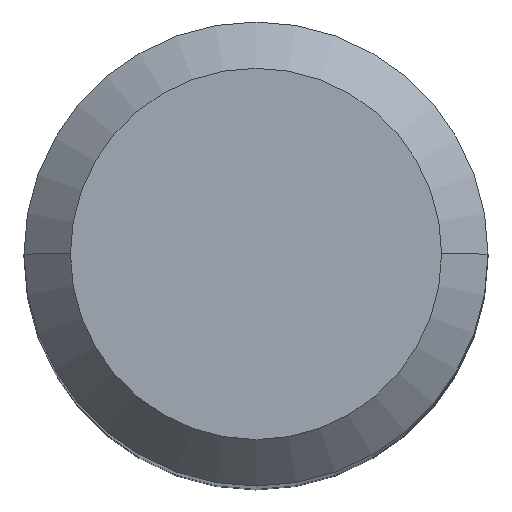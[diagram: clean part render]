
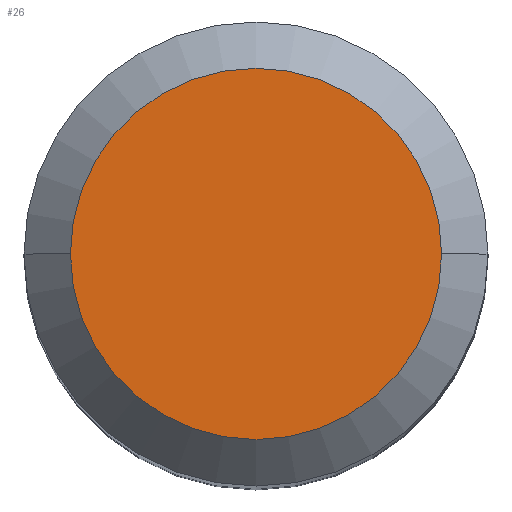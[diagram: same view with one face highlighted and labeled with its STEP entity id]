
A CAD part, top view. The second image highlights one B-rep face of the part: STEP entity #26.
In plain terms, the highlighted planar face has unit normal (0, 0, 1).
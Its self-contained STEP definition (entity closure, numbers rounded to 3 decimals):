
#19 = DIRECTION ( 'NONE',  ( 1., 0., 0. ) ) ;
#21 = CARTESIAN_POINT ( 'NONE',  ( -4., 0., 50. ) ) ;
#26 = ADVANCED_FACE ( 'NONE', ( #139 ), #109, .T. ) ;
#28 = DIRECTION ( 'NONE',  ( 0., 0., 1. ) ) ;
#34 = EDGE_LOOP ( 'NONE', ( #122, #295 ) ) ;
#57 = VERTEX_POINT ( 'NONE', #21 ) ;
#69 = EDGE_CURVE ( 'NONE', #57, #106, #105, .T. ) ;
#81 = DIRECTION ( 'NONE',  ( 0., 0., 1. ) ) ;
#89 = CARTESIAN_POINT ( 'NONE',  ( 0., 0., 50. ) ) ;
#105 = CIRCLE ( 'NONE', #282, 4. ) ;
#106 = VERTEX_POINT ( 'NONE', #309 ) ;
#109 = PLANE ( 'NONE',  #135 ) ;
#111 = DIRECTION ( 'NONE',  ( 1., 0., 0. ) ) ;
#122 = ORIENTED_EDGE ( 'NONE', *, *, #69, .T. ) ;
#135 = AXIS2_PLACEMENT_3D ( 'NONE', #306, #159, #111 ) ;
#139 = FACE_OUTER_BOUND ( 'NONE', #34, .T. ) ;
#155 = AXIS2_PLACEMENT_3D ( 'NONE', #271, #28, #289 ) ;
#159 = DIRECTION ( 'NONE',  ( 0., 0., 1. ) ) ;
#216 = CIRCLE ( 'NONE', #155, 4. ) ;
#269 = EDGE_CURVE ( 'NONE', #106, #57, #216, .T. ) ;
#271 = CARTESIAN_POINT ( 'NONE',  ( 0., 0., 50. ) ) ;
#282 = AXIS2_PLACEMENT_3D ( 'NONE', #89, #81, #19 ) ;
#289 = DIRECTION ( 'NONE',  ( 1., 0., 0. ) ) ;
#295 = ORIENTED_EDGE ( 'NONE', *, *, #269, .T. ) ;
#306 = CARTESIAN_POINT ( 'NONE',  ( 0., 0., 50. ) ) ;
#309 = CARTESIAN_POINT ( 'NONE',  ( 4., 0., 50. ) ) ;
